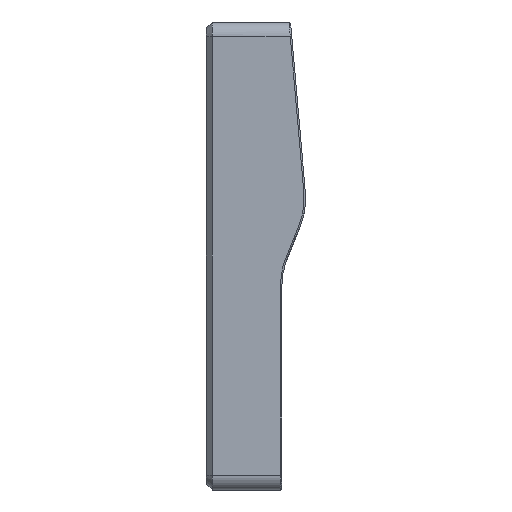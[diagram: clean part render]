
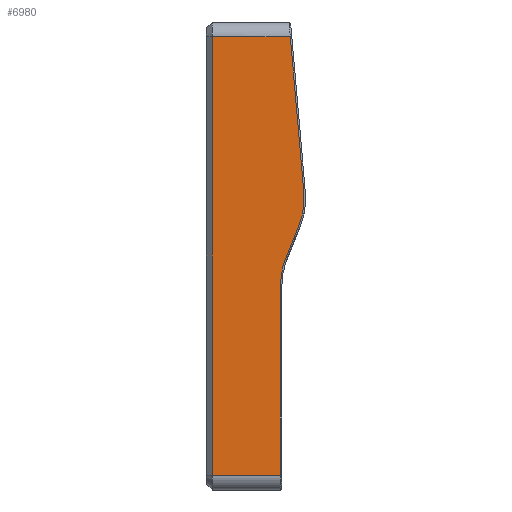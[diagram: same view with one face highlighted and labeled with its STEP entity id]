
A CAD part, left-side view. The second image highlights one B-rep face of the part: STEP entity #6980.
In plain terms, the highlighted planar face has unit normal (-1, 0, 0).
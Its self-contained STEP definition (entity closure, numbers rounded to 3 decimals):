
#69=PLANE('',#7414);
#466=FACE_OUTER_BOUND('',#854,.T.);
#854=EDGE_LOOP('',(#6055,#6056,#6057,#6058,#6059,#6060,#6061));
#1609=B_SPLINE_CURVE_WITH_KNOTS('',3,(#29406,#29407,#29408,#29409,#29410,
#29411,#29412),.UNSPECIFIED.,.F.,.F.,(4,1,1,1,4),(-1.,-0.714,
-0.429,-0.286,0.),
 .UNSPECIFIED.);
#1615=B_SPLINE_CURVE_WITH_KNOTS('',3,(#29539,#29540,#29541,#29542),
 .UNSPECIFIED.,.F.,.F.,(4,4),(1.562,1.571),
 .UNSPECIFIED.);
#1885=LINE('',#29373,#2259);
#1889=LINE('',#29424,#2263);
#1926=LINE('',#29774,#2300);
#1927=LINE('',#29776,#2301);
#1928=LINE('',#29777,#2302);
#2259=VECTOR('',#8439,10.);
#2263=VECTOR('',#8445,10.);
#2300=VECTOR('',#8542,10.);
#2301=VECTOR('',#8543,10.);
#2302=VECTOR('',#8544,10.);
#2984=VERTEX_POINT('',#29365);
#2986=VERTEX_POINT('',#29371);
#2988=VERTEX_POINT('',#29404);
#2990=VERTEX_POINT('',#29422);
#2998=VERTEX_POINT('',#29468);
#3027=VERTEX_POINT('',#29773);
#3028=VERTEX_POINT('',#29775);
#4003=EDGE_CURVE('',#2986,#2984,#1885,.T.);
#4006=EDGE_CURVE('',#2988,#2986,#1609,.T.);
#4009=EDGE_CURVE('',#2990,#2988,#1889,.T.);
#4032=EDGE_CURVE('',#2998,#2990,#1615,.T.);
#4070=EDGE_CURVE('',#3027,#2998,#1926,.T.);
#4071=EDGE_CURVE('',#3028,#3027,#1927,.T.);
#4072=EDGE_CURVE('',#2984,#3028,#1928,.T.);
#6055=ORIENTED_EDGE('',*,*,#4003,.F.);
#6056=ORIENTED_EDGE('',*,*,#4006,.F.);
#6057=ORIENTED_EDGE('',*,*,#4009,.F.);
#6058=ORIENTED_EDGE('',*,*,#4032,.F.);
#6059=ORIENTED_EDGE('',*,*,#4070,.F.);
#6060=ORIENTED_EDGE('',*,*,#4071,.F.);
#6061=ORIENTED_EDGE('',*,*,#4072,.F.);
#6980=ADVANCED_FACE('',(#466),#69,.T.);
#7414=AXIS2_PLACEMENT_3D('',#29772,#8540,#8541);
#8439=DIRECTION('',(0.,0.,-1.));
#8445=DIRECTION('',(0.,-0.087,-0.996));
#8540=DIRECTION('center_axis',(-1.,0.,0.));
#8541=DIRECTION('ref_axis',(0.,0.,1.));
#8542=DIRECTION('',(0.,-1.,0.));
#8543=DIRECTION('',(0.,0.,1.));
#8544=DIRECTION('',(0.,1.,0.));
#29365=CARTESIAN_POINT('',(-105.132,-2.88,-44.579));
#29371=CARTESIAN_POINT('',(-105.132,-2.88,-6.));
#29373=CARTESIAN_POINT('',(-105.132,-2.88,-47.579));
#29404=CARTESIAN_POINT('',(-105.132,-7.63,12.503));
#29406=CARTESIAN_POINT('Ctrl Pts',(-105.132,-7.63,12.503));
#29407=CARTESIAN_POINT('Ctrl Pts',(-105.132,-7.797,10.598));
#29408=CARTESIAN_POINT('Ctrl Pts',(-105.132,-7.25,7.013));
#29409=CARTESIAN_POINT('Ctrl Pts',(-105.132,-5.279,2.773));
#29410=CARTESIAN_POINT('Ctrl Pts',(-105.132,-3.485,-1.505));
#29411=CARTESIAN_POINT('Ctrl Pts',(-105.132,-2.88,-4.167));
#29412=CARTESIAN_POINT('Ctrl Pts',(-105.132,-2.88,-6.));
#29422=CARTESIAN_POINT('',(-105.132,-4.864,44.124));
#29424=CARTESIAN_POINT('',(-105.132,-12.819,-46.811));
#29468=CARTESIAN_POINT('',(-105.132,-4.861,44.15));
#29539=CARTESIAN_POINT('Ctrl Pts',(-105.132,-4.861,44.15));
#29540=CARTESIAN_POINT('Ctrl Pts',(-105.132,-4.862,44.142));
#29541=CARTESIAN_POINT('Ctrl Pts',(-105.132,-4.863,44.133));
#29542=CARTESIAN_POINT('Ctrl Pts',(-105.132,-4.864,44.124));
#29772=CARTESIAN_POINT('Origin',(-105.132,5.1,-47.579));
#29773=CARTESIAN_POINT('',(-105.132,10.9,44.15));
#29774=CARTESIAN_POINT('',(-105.132,5.1,44.15));
#29775=CARTESIAN_POINT('',(-105.132,10.9,-44.579));
#29776=CARTESIAN_POINT('',(-105.132,10.9,-23.897));
#29777=CARTESIAN_POINT('',(-105.132,5.1,-44.579));
